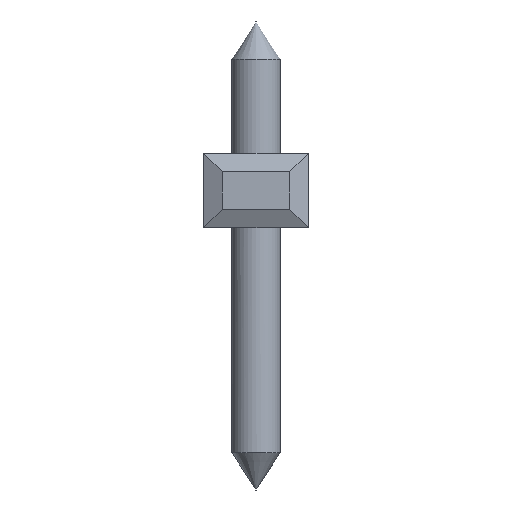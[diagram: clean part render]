
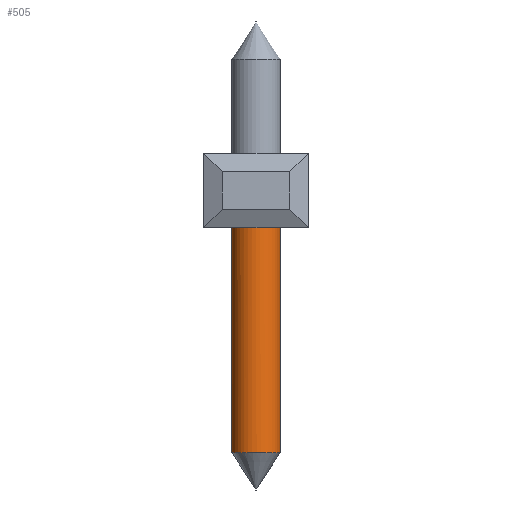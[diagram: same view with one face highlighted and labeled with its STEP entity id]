
A CAD part, left-side view. The second image highlights one B-rep face of the part: STEP entity #505.
In plain terms, the highlighted cylindrical face has radius 0.65 mm (diameter 1.3 mm), a full revolution.
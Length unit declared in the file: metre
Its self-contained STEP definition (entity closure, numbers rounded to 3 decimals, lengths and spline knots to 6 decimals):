
#505=ADVANCED_FACE('',(#1036,#1037),#1038,.T.);
#1036=FACE_OUTER_BOUND('',#1559,.T.);
#1037=FACE_OUTER_BOUND('',#1560,.T.);
#1038=CYLINDRICAL_SURFACE('',#1561,0.00065);
#1559=EDGE_LOOP('',(#2934));
#1560=EDGE_LOOP('',(#2935));
#1561=AXIS2_PLACEMENT_3D('',#2936,#2937,#2938);
#2934=ORIENTED_EDGE('',*,*,#3386,.F.);
#2935=ORIENTED_EDGE('',*,*,#2966,.F.);
#2936=CARTESIAN_POINT('',(-0.00435,-0.03326,0.0025));
#2937=DIRECTION('',(0.0,0.,-1.0));
#2938=DIRECTION('',(-1.0,0.0,0.0));
#2966=EDGE_CURVE('',#3501,#3501,#3502,.T.);
#3386=EDGE_CURVE('',#4104,#4104,#4105,.T.);
#3501=VERTEX_POINT('',#4246);
#3502=CIRCLE('',#4247,0.00065);
#4104=VERTEX_POINT('',#5140);
#4105=CIRCLE('',#5141,0.00065);
#4246=CARTESIAN_POINT('',(-0.00396,-0.03274,-0.008));
#4247=AXIS2_PLACEMENT_3D('',#5330,#5331,#5332);
#5140=CARTESIAN_POINT('',(-0.00435,-0.03391,-0.0018));
#5141=AXIS2_PLACEMENT_3D('',#5648,#5649,#5650);
#5330=CARTESIAN_POINT('',(-0.00435,-0.03326,-0.008));
#5331=DIRECTION('',(0.,0.,-1.0));
#5332=DIRECTION('',(0.6,0.8,0.));
#5648=CARTESIAN_POINT('',(-0.00435,-0.03326,-0.0018));
#5649=DIRECTION('',(0.0,0.,1.0));
#5650=DIRECTION('',(0.0,-1.0,0.));
